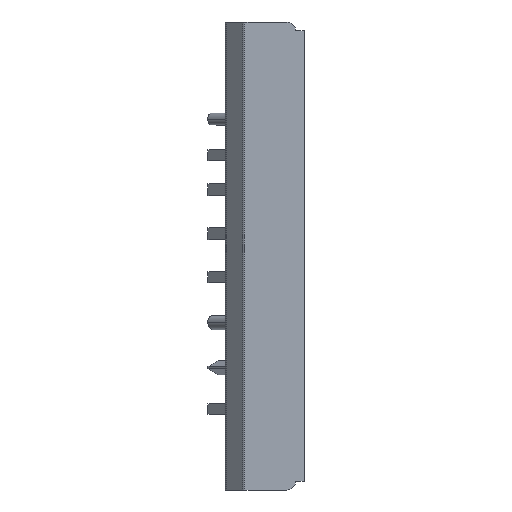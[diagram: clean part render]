
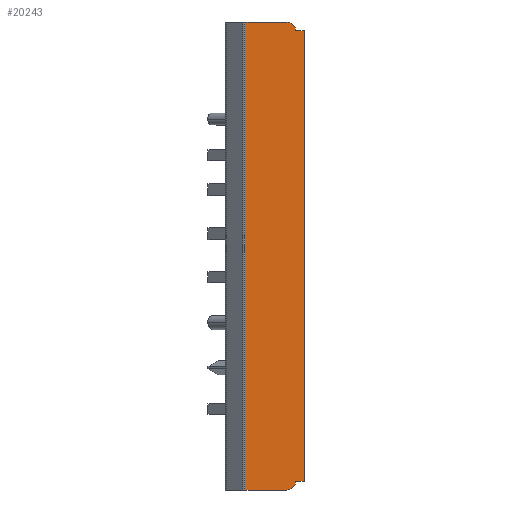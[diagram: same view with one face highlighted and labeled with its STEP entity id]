
A CAD part, left-side view. The second image highlights one B-rep face of the part: STEP entity #20243.
In plain terms, the highlighted planar face has unit normal (-1, 0, 0).
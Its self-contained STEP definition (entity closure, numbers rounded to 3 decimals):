
#511=CIRCLE('',#20610,15.);
#517=CIRCLE('',#20620,15.);
#1209=FACE_OUTER_BOUND('',#2376,.T.);
#2376=EDGE_LOOP('',(#16466,#16467,#16468,#16469,#16470,#16471,#16472,#16473));
#2896=LINE('',#26276,#5627);
#2902=LINE('',#26288,#5633);
#2904=LINE('',#26291,#5635);
#4168=LINE('',#28869,#6899);
#4991=LINE('',#30538,#7722);
#4992=LINE('',#30539,#7723);
#5627=VECTOR('',#21572,10.);
#5633=VECTOR('',#21580,10.);
#5635=VECTOR('',#21584,10.);
#6899=VECTOR('',#23354,3.6);
#7722=VECTOR('',#25039,10.);
#7723=VECTOR('',#25040,3.6);
#8357=VERTEX_POINT('',#26272);
#8359=VERTEX_POINT('',#26275);
#8362=VERTEX_POINT('',#26282);
#8364=VERTEX_POINT('',#26286);
#9205=VERTEX_POINT('',#27995);
#9215=VERTEX_POINT('',#28023);
#9425=VERTEX_POINT('',#28867);
#9840=VERTEX_POINT('',#30537);
#10224=EDGE_CURVE('',#8357,#8359,#2896,.T.);
#10230=EDGE_CURVE('',#8362,#8364,#2902,.T.);
#10232=EDGE_CURVE('',#8359,#8364,#2904,.T.);
#11083=EDGE_CURVE('',#8362,#9205,#511,.T.);
#11097=EDGE_CURVE('',#9215,#8357,#517,.T.);
#11520=EDGE_CURVE('',#9425,#9215,#4168,.T.);
#12355=EDGE_CURVE('',#9425,#9840,#4991,.T.);
#12356=EDGE_CURVE('',#9840,#9205,#4992,.T.);
#16466=ORIENTED_EDGE('',*,*,#11083,.F.);
#16467=ORIENTED_EDGE('',*,*,#10230,.T.);
#16468=ORIENTED_EDGE('',*,*,#10232,.F.);
#16469=ORIENTED_EDGE('',*,*,#10224,.F.);
#16470=ORIENTED_EDGE('',*,*,#11097,.F.);
#16471=ORIENTED_EDGE('',*,*,#11520,.F.);
#16472=ORIENTED_EDGE('',*,*,#12355,.T.);
#16473=ORIENTED_EDGE('',*,*,#12356,.T.);
#19302=PLANE('',#21268);
#20243=ADVANCED_FACE('',(#1209),#19302,.T.);
#20610=AXIS2_PLACEMENT_3D('',#27996,#22473,#22474);
#20620=AXIS2_PLACEMENT_3D('',#28024,#22501,#22502);
#21268=AXIS2_PLACEMENT_3D('',#30536,#25037,#25038);
#21572=DIRECTION('',(0.,-1.,0.));
#21580=DIRECTION('',(0.,-1.,0.));
#21584=DIRECTION('',(0.,0.,-1.));
#22473=DIRECTION('center_axis',(1.,0.,0.));
#22474=DIRECTION('ref_axis',(0.,-0.707,-0.707));
#22501=DIRECTION('center_axis',(1.,0.,0.));
#22502=DIRECTION('ref_axis',(0.,-0.707,0.707));
#23354=DIRECTION('',(0.,-1.,0.));
#25037=DIRECTION('center_axis',(-1.,0.,0.));
#25038=DIRECTION('ref_axis',(0.,0.,
1.));
#25039=DIRECTION('',(0.,0.,-1.));
#25040=DIRECTION('',(0.,-1.,0.));
#26272=CARTESIAN_POINT('',(-141.82,-119.32,391.234));
#26275=CARTESIAN_POINT('',(-141.82,-134.32,391.234));
#26276=CARTESIAN_POINT('',(-141.82,-119.32,391.234));
#26282=CARTESIAN_POINT('',(-141.82,-119.32,-391.964));
#26286=CARTESIAN_POINT('',(-141.82,-134.32,-391.964));
#26288=CARTESIAN_POINT('',(-141.82,-119.32,-391.964));
#26291=CARTESIAN_POINT('',(-141.82,-134.32,-443.766));
#27995=CARTESIAN_POINT('',(-141.82,-104.32,-406.964));
#27996=CARTESIAN_POINT('Origin',(-141.82,-104.32,-391.964));
#28023=CARTESIAN_POINT('',(-141.82,-104.32,406.234));
#28024=CARTESIAN_POINT('Origin',(-141.82,-104.32,391.234));
#28867=CARTESIAN_POINT('',(-141.82,-31.391,406.234));
#28869=CARTESIAN_POINT('',(-141.82,-20.081,406.234));
#30536=CARTESIAN_POINT('Origin',(-141.82,-73.942,18.036));
#30537=CARTESIAN_POINT('',(-141.82,-31.391,-406.964));
#30538=CARTESIAN_POINT('',(-141.82,-31.391,18.036));
#30539=CARTESIAN_POINT('',(-141.82,-20.081,-406.964));
